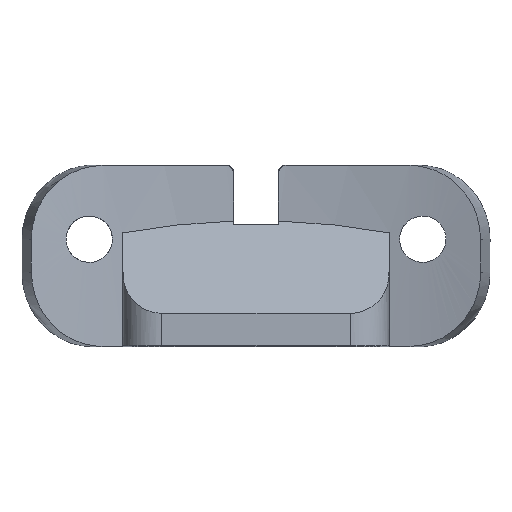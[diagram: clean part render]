
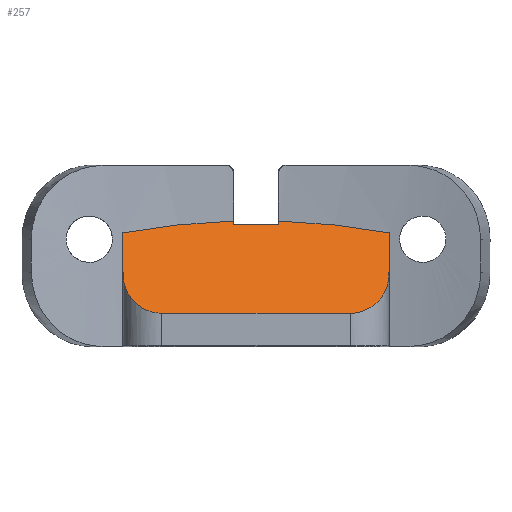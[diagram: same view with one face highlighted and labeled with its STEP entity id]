
A CAD part, top view. The second image highlights one B-rep face of the part: STEP entity #257.
In plain terms, the highlighted planar face has unit normal (0, 0.707, 0.707).
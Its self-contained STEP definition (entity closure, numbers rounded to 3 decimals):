
#7 = VECTOR ( 'NONE', #2483, 1000. ) ;
#106 = CARTESIAN_POINT ( 'NONE',  ( -0.61, 1.715, -87.29 ) ) ;
#135 = CARTESIAN_POINT ( 'NONE',  ( 0.409, 1.714, -87.289 ) ) ;
#151 = CARTESIAN_POINT ( 'NONE',  ( -0.61, 1.816, -87.391 ) ) ;
#159 = PLANE ( 'NONE',  #1762 ) ;
#166 = ORIENTED_EDGE ( 'NONE', *, *, #996, .T. ) ;
#177 = EDGE_CURVE ( 'NONE', #551, #1566, #2453, .T. ) ;
#257 = ADVANCED_FACE ( 'NONE', ( #788 ), #159, .F. ) ;
#264 = CARTESIAN_POINT ( 'NONE',  ( -2.537, -0.675, -84.9 ) ) ;
#300 = CARTESIAN_POINT ( 'NONE',  ( 2.537, -0.675, -84.9 ) ) ;
#301 = ORIENTED_EDGE ( 'NONE', *, *, #477, .T. ) ;
#317 = DIRECTION ( 'NONE',  ( 0.006, 0.707, -0.707 ) ) ;
#339 = CARTESIAN_POINT ( 'NONE',  ( 0.61, 1.715, -87.29 ) ) ;
#366 = CARTESIAN_POINT ( 'NONE',  ( 3.587, 0.366, -85.941 ) ) ;
#391 = EDGE_LOOP ( 'NONE', ( #1021, #2087, #1962, #166, #1520, #2128, #2264, #301, #1161, #690 ) ) ;
#405 = DIRECTION ( 'NONE',  ( 1., 0., 0. ) ) ;
#411 = CARTESIAN_POINT ( 'NONE',  ( -0.61, 1.816, -87.391 ) ) ;
#477 = EDGE_CURVE ( 'NONE', #1115, #1496, #1211, .T. ) ;
#495 = CARTESIAN_POINT ( 'NONE',  ( -0.61, 1.715, -87.29 ) ) ;
#526 = CARTESIAN_POINT ( 'NONE',  ( -3.597, 1.494, -87.069 ) ) ;
#535 = CARTESIAN_POINT ( 'NONE',  ( 2.537, -0.675, -84.9 ) ) ;
#551 = VERTEX_POINT ( 'NONE', #2255 ) ;
#558 = EDGE_CURVE ( 'NONE', #1134, #1757, #1441, .T. ) ;
#586 = CARTESIAN_POINT ( 'NONE',  ( -3.587, 0.366, -85.941 ) ) ;
#605 = CARTESIAN_POINT ( 'NONE',  ( 3.6, -0.675, -84.9 ) ) ;
#644 = EDGE_CURVE ( 'NONE', #1670, #1546, #1703, .T. ) ;
#648 = CARTESIAN_POINT ( 'NONE',  ( -3.148, -0.675, -84.9 ) ) ;
#690 = ORIENTED_EDGE ( 'NONE', *, *, #1145, .F. ) ;
#720 = CARTESIAN_POINT ( 'NONE',  ( 3.582, -0.245, -85.33 ) ) ;
#751 = CARTESIAN_POINT ( 'NONE',  ( -2.61, 1.677, -87.252 ) ) ;
#763 = DIRECTION ( 'NONE',  ( 0., -0.707, -0.707 ) ) ;
#788 = FACE_OUTER_BOUND ( 'NONE', #391, .T. ) ;
#848 = CARTESIAN_POINT ( 'NONE',  ( 3.597, 1.494, -87.069 ) ) ;
#860 = CARTESIAN_POINT ( 'NONE',  ( 2.61, 1.677, -87.252 ) ) ;
#932 = CARTESIAN_POINT ( 'NONE',  ( 0.629, -0.388, -85.187 ) ) ;
#934 =( BOUNDED_CURVE ( )  B_SPLINE_CURVE ( 3, ( #949, #751, #2173, #151 ),
 .UNSPECIFIED., .F., .T. ) 
 B_SPLINE_CURVE_WITH_KNOTS ( ( 4, 4 ),
 ( 6.1, 6.252 ),
 .UNSPECIFIED. ) 
 CURVE ( )  GEOMETRIC_REPRESENTATION_ITEM ( )  RATIONAL_B_SPLINE_CURVE ( ( 1., 0.998, 0.998, 1. ) ) 
 REPRESENTATION_ITEM ( '' )  );
#945 = CARTESIAN_POINT ( 'NONE',  ( -3.587, 0.366, -85.941 ) ) ;
#949 = CARTESIAN_POINT ( 'NONE',  ( -3.597, 1.494, -87.069 ) ) ;
#953 = DIRECTION ( 'NONE',  ( -0.006, 0.707, -0.707 ) ) ;
#996 = EDGE_CURVE ( 'NONE', #1566, #1045, #1295, .T. ) ;
#1014 = VECTOR ( 'NONE', #317, 1000. ) ;
#1021 = ORIENTED_EDGE ( 'NONE', *, *, #558, .F. ) ;
#1034 = EDGE_CURVE ( 'NONE', #1546, #1045, #934, .T. ) ;
#1045 = VERTEX_POINT ( 'NONE', #411 ) ;
#1050 = LINE ( 'NONE', #2455, #1587 ) ;
#1101 = CARTESIAN_POINT ( 'NONE',  ( -0.629, -0.357, -85.218 ) ) ;
#1115 = VERTEX_POINT ( 'NONE', #1832 ) ;
#1134 = VERTEX_POINT ( 'NONE', #1616 ) ;
#1145 = EDGE_CURVE ( 'NONE', #1757, #1572, #1050, .T. ) ;
#1161 = ORIENTED_EDGE ( 'NONE', *, *, #2321, .T. ) ;
#1211 = LINE ( 'NONE', #605, #1385 ) ;
#1295 = LINE ( 'NONE', #1101, #1014 ) ;
#1300 = CARTESIAN_POINT ( 'NONE',  ( -3.59, 0.625, -86.2 ) ) ;
#1305 = CARTESIAN_POINT ( 'NONE',  ( 0.205, 1.714, -87.289 ) ) ;
#1317 = CARTESIAN_POINT ( 'NONE',  ( 0.51, 1.714, -87.289 ) ) ;
#1385 = VECTOR ( 'NONE', #405, 1000. ) ;
#1441 =( BOUNDED_CURVE ( )  B_SPLINE_CURVE ( 3, ( #1862, #1475, #860, #848 ),
 .UNSPECIFIED., .F., .T. ) 
 B_SPLINE_CURVE_WITH_KNOTS ( ( 4, 4 ),
 ( 0.031, 0.184 ),
 .UNSPECIFIED. ) 
 CURVE ( )  GEOMETRIC_REPRESENTATION_ITEM ( )  RATIONAL_B_SPLINE_CURVE ( ( 1., 0.998, 0.998, 1. ) ) 
 REPRESENTATION_ITEM ( '' )  );
#1442 = EDGE_CURVE ( 'NONE', #1670, #1115, #1809, .T. ) ;
#1468 = CARTESIAN_POINT ( 'NONE',  ( 0.103, 1.714, -87.289 ) ) ;
#1475 = CARTESIAN_POINT ( 'NONE',  ( 1.613, 1.785, -87.36 ) ) ;
#1496 = VERTEX_POINT ( 'NONE', #300 ) ;
#1512 = LINE ( 'NONE', #932, #7 ) ;
#1520 = ORIENTED_EDGE ( 'NONE', *, *, #1034, .F. ) ;
#1522 = CARTESIAN_POINT ( 'NONE',  ( 3.148, -0.675, -84.9 ) ) ;
#1526 = EDGE_CURVE ( 'NONE', #1134, #551, #1512, .T. ) ;
#1546 = VERTEX_POINT ( 'NONE', #526 ) ;
#1566 = VERTEX_POINT ( 'NONE', #495 ) ;
#1572 = VERTEX_POINT ( 'NONE', #1683 ) ;
#1576 = DIRECTION ( 'NONE',  ( 0., 0.707, -0.707 ) ) ;
#1587 = VECTOR ( 'NONE', #2246, 1000. ) ;
#1593 = VECTOR ( 'NONE', #953, 1000. ) ;
#1616 = CARTESIAN_POINT ( 'NONE',  ( 0.61, 1.816, -87.391 ) ) ;
#1664 = CARTESIAN_POINT ( 'NONE',  ( 0., 1.714, -87.289 ) ) ;
#1670 = VERTEX_POINT ( 'NONE', #945 ) ;
#1683 = CARTESIAN_POINT ( 'NONE',  ( 3.587, 0.366, -85.941 ) ) ;
#1697 = CARTESIAN_POINT ( 'NONE',  ( -0.407, 1.714, -87.289 ) ) ;
#1703 = LINE ( 'NONE', #1300, #1593 ) ;
#1757 = VERTEX_POINT ( 'NONE', #2257 ) ;
#1762 = AXIS2_PLACEMENT_3D ( 'NONE', #2186, #763, #1576 ) ;
#1809 =( BOUNDED_CURVE ( )  B_SPLINE_CURVE ( 3, ( #586, #2180, #648, #264 ),
 .UNSPECIFIED., .F., .T. ) 
 B_SPLINE_CURVE_WITH_KNOTS ( ( 4, 4 ),
 ( 1.58, 3.142 ),
 .UNSPECIFIED. ) 
 CURVE ( )  GEOMETRIC_REPRESENTATION_ITEM ( )  RATIONAL_B_SPLINE_CURVE ( ( 1., 0.807, 0.807, 1. ) ) 
 REPRESENTATION_ITEM ( '' )  );
#1832 = CARTESIAN_POINT ( 'NONE',  ( -2.537, -0.675, -84.9 ) ) ;
#1862 = CARTESIAN_POINT ( 'NONE',  ( 0.61, 1.816, -87.391 ) ) ;
#1867 = CARTESIAN_POINT ( 'NONE',  ( 0.308, 1.714, -87.289 ) ) ;
#1962 = ORIENTED_EDGE ( 'NONE', *, *, #177, .T. ) ;
#1981 =( BOUNDED_CURVE ( )  B_SPLINE_CURVE ( 3, ( #535, #1522, #720, #366 ),
 .UNSPECIFIED., .F., .T. ) 
 B_SPLINE_CURVE_WITH_KNOTS ( ( 4, 4 ),
 ( 0., 1.562 ),
 .UNSPECIFIED. ) 
 CURVE ( )  GEOMETRIC_REPRESENTATION_ITEM ( )  RATIONAL_B_SPLINE_CURVE ( ( 1., 0.807, 0.807, 1. ) ) 
 REPRESENTATION_ITEM ( '' )  );
#2087 = ORIENTED_EDGE ( 'NONE', *, *, #1526, .T. ) ;
#2128 = ORIENTED_EDGE ( 'NONE', *, *, #644, .F. ) ;
#2173 = CARTESIAN_POINT ( 'NONE',  ( -1.613, 1.785, -87.36 ) ) ;
#2180 = CARTESIAN_POINT ( 'NONE',  ( -3.582, -0.245, -85.33 ) ) ;
#2186 = CARTESIAN_POINT ( 'NONE',  ( 3.6, -0.375, -85.2 ) ) ;
#2246 = DIRECTION ( 'NONE',  ( -0.006, -0.707, 0.707 ) ) ;
#2255 = CARTESIAN_POINT ( 'NONE',  ( 0.61, 1.715, -87.29 ) ) ;
#2257 = CARTESIAN_POINT ( 'NONE',  ( 3.597, 1.494, -87.069 ) ) ;
#2264 = ORIENTED_EDGE ( 'NONE', *, *, #1442, .T. ) ;
#2317 = CARTESIAN_POINT ( 'NONE',  ( -0.204, 1.714, -87.289 ) ) ;
#2321 = EDGE_CURVE ( 'NONE', #1496, #1572, #1981, .T. ) ;
#2453 = B_SPLINE_CURVE_WITH_KNOTS ( 'NONE', 3,
 ( #339, #1317, #135, #1867, #1305, #1468, #1664, #2317, #1697, #106 ),
 .UNSPECIFIED., .F., .F.,
 ( 4, 3, 3, 4 ),
 ( 0., 0.248, 0.5, 1. ),
 .UNSPECIFIED. ) ;
#2455 = CARTESIAN_POINT ( 'NONE',  ( 3.59, 0.625, -86.2 ) ) ;
#2483 = DIRECTION ( 'NONE',  ( 0.006, -0.707, 0.707 ) ) ;
